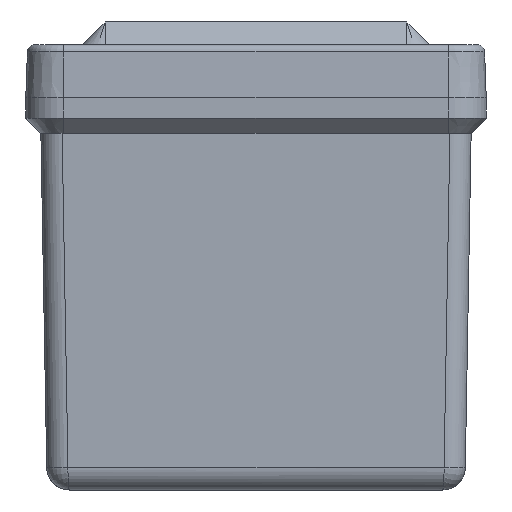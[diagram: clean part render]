
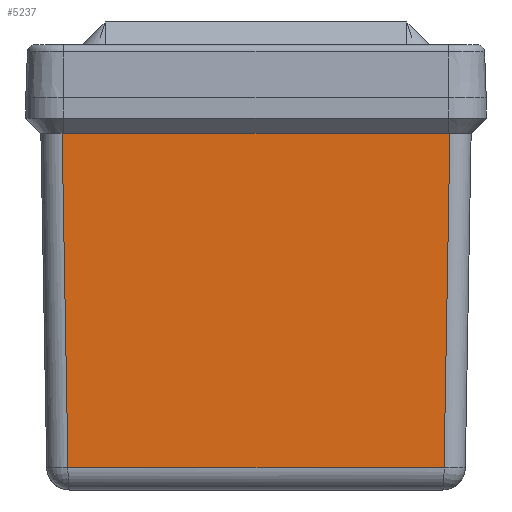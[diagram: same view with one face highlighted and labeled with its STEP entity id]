
A CAD part, front view. The second image highlights one B-rep face of the part: STEP entity #5237.
In plain terms, the highlighted face is planar.
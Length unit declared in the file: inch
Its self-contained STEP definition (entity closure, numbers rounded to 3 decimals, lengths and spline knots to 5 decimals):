
#273=LINE($,#8902,#689);
#274=LINE($,#8905,#690);
#275=LINE($,#8907,#691);
#276=LINE($,#8909,#692);
#277=LINE($,#8911,#693);
#278=LINE($,#8912,#694);
#689=VECTOR($,#6656,3.11411);
#690=VECTOR($,#6659,2.76912);
#691=VECTOR($,#6660,0.01163);
#692=VECTOR($,#6661,3.1875);
#693=VECTOR($,#6662,0.01163);
#694=VECTOR($,#6663,2.76912);
#1308=FACE_OUTER_BOUND($,#1638,.T.);
#1638=EDGE_LOOP($,(#3908,#3909,#3910,#3911,#3912,#3913));
#2344=VERTEX_POINT($,#8557);
#2346=VERTEX_POINT($,#8783);
#2348=VERTEX_POINT($,#8904);
#2349=VERTEX_POINT($,#8906);
#2350=VERTEX_POINT($,#8908);
#2351=VERTEX_POINT($,#8910);
#2935=EDGE_CURVE($,#2346,#2344,#273,.T.);
#2936=EDGE_CURVE($,#2348,#2346,#274,.T.);
#2937=EDGE_CURVE($,#2348,#2349,#275,.T.);
#2938=EDGE_CURVE($,#2350,#2349,#276,.T.);
#2939=EDGE_CURVE($,#2350,#2351,#277,.T.);
#2940=EDGE_CURVE($,#2344,#2351,#278,.T.);
#3908=ORIENTED_EDGE($,*,*,#2935,.F.);
#3909=ORIENTED_EDGE($,*,*,#2936,.F.);
#3910=ORIENTED_EDGE($,*,*,#2937,.T.);
#3911=ORIENTED_EDGE($,*,*,#2938,.F.);
#3912=ORIENTED_EDGE($,*,*,#2939,.T.);
#3913=ORIENTED_EDGE($,*,*,#2940,.F.);
#5031=PLANE($,#5669);
#5237=ADVANCED_FACE($,(#1308),#5031,.T.);
#5669=AXIS2_PLACEMENT_3D($,#8903,#6657,#6658);
#6656=DIRECTION($,(-1.,0.,0.));
#6657=DIRECTION('center_axis',(0.,-0.017,1.));
#6658=DIRECTION('ref_axis',(-1.,0.,0.));
#6659=DIRECTION($,(-0.017,-1.,-0.017));
#6660=DIRECTION($,(-1.,0.,0.));
#6661=DIRECTION($,(1.,0.,0.));
#6662=DIRECTION($,(-1.,0.,0.));
#6663=DIRECTION($,(-0.017,1.,0.017));
#8557=CARTESIAN_POINT('',(-1.55706,0.18423,4.26418));
#8783=CARTESIAN_POINT('',(1.55706,0.18423,4.26418));
#8902=CARTESIAN_POINT($,(1.55706,0.18423,4.26418));
#8903=CARTESIAN_POINT('Origin',(1.59375,2.9525,4.3125));
#8904=CARTESIAN_POINT('',(1.60538,2.9525,4.3125));
#8905=CARTESIAN_POINT($,(1.60538,2.9525,4.3125));
#8906=CARTESIAN_POINT('',(1.59375,2.9525,4.3125));
#8907=CARTESIAN_POINT($,(1.60538,2.9525,4.3125));
#8908=CARTESIAN_POINT('',(-1.59375,2.9525,4.3125));
#8909=CARTESIAN_POINT($,(-1.59375,2.9525,4.3125));
#8910=CARTESIAN_POINT('',(-1.60538,2.9525,4.3125));
#8911=CARTESIAN_POINT($,(-1.59375,2.9525,4.3125));
#8912=CARTESIAN_POINT($,(-1.55706,0.18423,4.26418));
